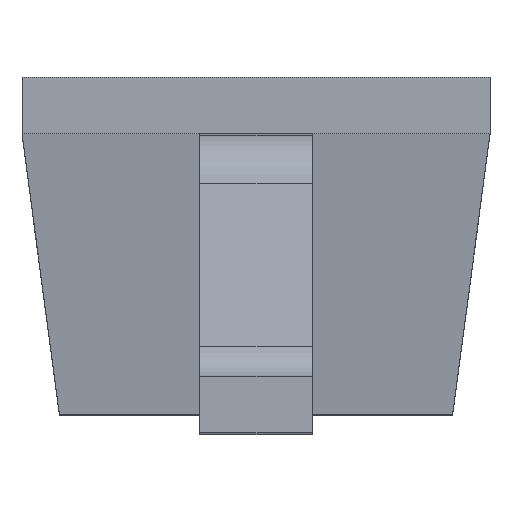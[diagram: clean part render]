
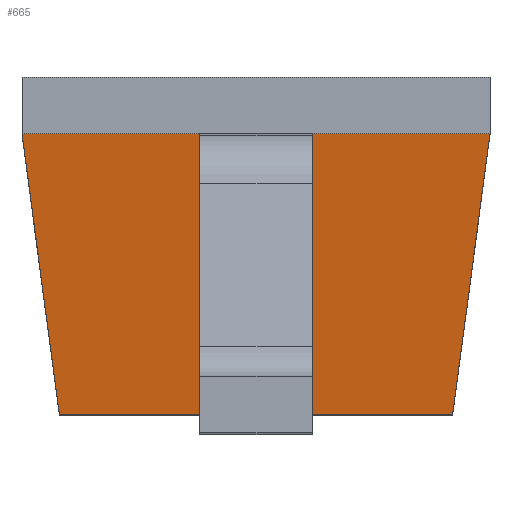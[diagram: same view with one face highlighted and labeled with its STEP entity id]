
A CAD part, top view. The second image highlights one B-rep face of the part: STEP entity #665.
In plain terms, the highlighted planar face has unit normal (0, -0.132, 0.991).
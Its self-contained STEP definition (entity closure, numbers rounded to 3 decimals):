
#78 = CARTESIAN_POINT ( 'NONE',  ( -0.625, 0.75, 0.875 ) ) ;
#91 = LINE ( 'NONE', #1179, #1724 ) ;
#109 = CARTESIAN_POINT ( 'NONE',  ( -0.525, 0., 0.775 ) ) ;
#122 = ORIENTED_EDGE ( 'NONE', *, *, #743, .F. ) ;
#172 = VECTOR ( 'NONE', #1220, 1000. ) ;
#204 = FACE_OUTER_BOUND ( 'NONE', #1119, .T. ) ;
#209 = VECTOR ( 'NONE', #554, 1000. ) ;
#241 = EDGE_CURVE ( 'NONE', #891, #1886, #91, .T. ) ;
#272 = PLANE ( 'NONE',  #1236 ) ;
#274 = EDGE_CURVE ( 'NONE', #1728, #1036, #1226, .T. ) ;
#410 = DIRECTION ( 'NONE',  ( 0.131, -0.983, -0.131 ) ) ;
#424 = DIRECTION ( 'NONE',  ( 0., 0.132, -0.991 ) ) ;
#429 = CARTESIAN_POINT ( 'NONE',  ( 0., 0., 0.775 ) ) ;
#477 = ORIENTED_EDGE ( 'NONE', *, *, #241, .T. ) ;
#554 = DIRECTION ( 'NONE',  ( 0.131, 0.983, 0.131 ) ) ;
#665 = ADVANCED_FACE ( 'NONE', ( #204 ), #272, .F. ) ;
#679 = ORIENTED_EDGE ( 'NONE', *, *, #966, .F. ) ;
#743 = EDGE_CURVE ( 'NONE', #891, #1036, #1078, .T. ) ;
#891 = VERTEX_POINT ( 'NONE', #78 ) ;
#915 = LINE ( 'NONE', #429, #1033 ) ;
#966 = EDGE_CURVE ( 'NONE', #1728, #1886, #915, .T. ) ;
#1033 = VECTOR ( 'NONE', #1526, 1000. ) ;
#1036 = VERTEX_POINT ( 'NONE', #1988 ) ;
#1070 = CARTESIAN_POINT ( 'NONE',  ( 0.625, 0.75, 0.875 ) ) ;
#1078 = LINE ( 'NONE', #1070, #172 ) ;
#1119 = EDGE_LOOP ( 'NONE', ( #477, #679, #1741, #122 ) ) ;
#1179 = CARTESIAN_POINT ( 'NONE',  ( -0.625, 0.75, 0.875 ) ) ;
#1220 = DIRECTION ( 'NONE',  ( 1., 0., 0. ) ) ;
#1226 = LINE ( 'NONE', #1500, #209 ) ;
#1236 = AXIS2_PLACEMENT_3D ( 'NONE', #1872, #424, #1866 ) ;
#1488 = CARTESIAN_POINT ( 'NONE',  ( 0.525, 0., 0.775 ) ) ;
#1500 = CARTESIAN_POINT ( 'NONE',  ( 0.625, 0.75, 0.875 ) ) ;
#1526 = DIRECTION ( 'NONE',  ( -1., 0., 0. ) ) ;
#1724 = VECTOR ( 'NONE', #410, 1000. ) ;
#1728 = VERTEX_POINT ( 'NONE', #1488 ) ;
#1741 = ORIENTED_EDGE ( 'NONE', *, *, #274, .T. ) ;
#1866 = DIRECTION ( 'NONE',  ( 1., 0., 0. ) ) ;
#1872 = CARTESIAN_POINT ( 'NONE',  ( 0.625, 0.75, 0.875 ) ) ;
#1886 = VERTEX_POINT ( 'NONE', #109 ) ;
#1988 = CARTESIAN_POINT ( 'NONE',  ( 0.625, 0.75, 0.875 ) ) ;
